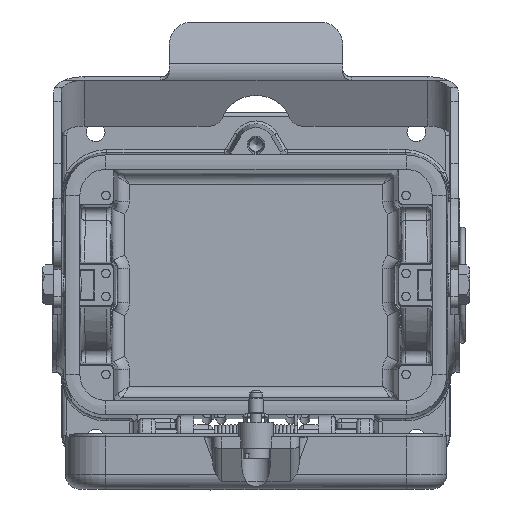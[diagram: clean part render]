
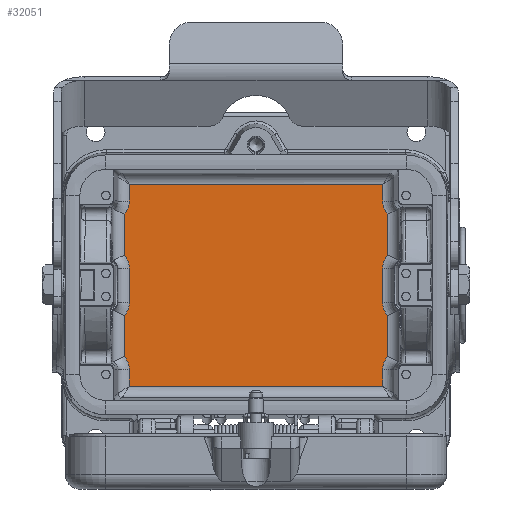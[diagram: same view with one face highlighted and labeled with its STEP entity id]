
A CAD part, top view. The second image highlights one B-rep face of the part: STEP entity #32051.
In plain terms, the highlighted planar face has unit normal (0, 0, 1).
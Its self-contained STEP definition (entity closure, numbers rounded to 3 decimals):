
#31876=CARTESIAN_POINT('',(0.0,0.0,-81.9));
#31877=DIRECTION('',(0.0,0.0,1.0));
#31878=DIRECTION('',(1.0,0.0,0.0));
#31879=AXIS2_PLACEMENT_3D('',#31876,#31877,#31878);
#31880=PLANE('',#31879);
#31881=CARTESIAN_POINT('',(45.565,-10.421,-81.9));
#31882=VERTEX_POINT('',#31881);
#31883=CARTESIAN_POINT('',(43.865,-5.9,-81.9));
#31884=VERTEX_POINT('',#31883);
#31885=CARTESIAN_POINT('',(50.725,-5.9,-81.9));
#31886=DIRECTION('',(0.0,0.0,-1.0));
#31887=DIRECTION('',(-1.0,0.0,0.0));
#31888=AXIS2_PLACEMENT_3D('',#31885,#31886,#31887);
#31889=CIRCLE('',#31888,6.86);
#31890=EDGE_CURVE('',#31882,#31884,#31889,.T.);
#31891=ORIENTED_EDGE('',*,*,#31890,.T.);
#31892=CARTESIAN_POINT('',(43.865,5.9,-81.9));
#31893=VERTEX_POINT('',#31892);
#31894=CARTESIAN_POINT('',(43.865,-5.9,-81.9));
#31895=DIRECTION('',(0.0,1.0,0.0));
#31896=VECTOR('',#31895,11.8);
#31897=LINE('',#31894,#31896);
#31898=EDGE_CURVE('',#31884,#31893,#31897,.T.);
#31899=ORIENTED_EDGE('',*,*,#31898,.T.);
#31900=CARTESIAN_POINT('',(45.565,10.421,-81.9));
#31901=VERTEX_POINT('',#31900);
#31902=CARTESIAN_POINT('',(50.725,5.9,-81.9));
#31903=DIRECTION('',(0.0,0.0,-1.0));
#31904=DIRECTION('',(-1.0,0.0,0.0));
#31905=AXIS2_PLACEMENT_3D('',#31902,#31903,#31904);
#31906=CIRCLE('',#31905,6.86);
#31907=EDGE_CURVE('',#31893,#31901,#31906,.T.);
#31908=ORIENTED_EDGE('',*,*,#31907,.T.);
#31909=CARTESIAN_POINT('',(45.565,24.679,-81.9));
#31910=VERTEX_POINT('',#31909);
#31911=CARTESIAN_POINT('',(45.565,10.421,-81.9));
#31912=DIRECTION('',(0.0,1.0,0.0));
#31913=VECTOR('',#31912,14.258);
#31914=LINE('',#31911,#31913);
#31915=EDGE_CURVE('',#31901,#31910,#31914,.T.);
#31916=ORIENTED_EDGE('',*,*,#31915,.T.);
#31917=CARTESIAN_POINT('',(43.865,29.2,-81.9));
#31918=VERTEX_POINT('',#31917);
#31919=CARTESIAN_POINT('',(50.725,29.2,-81.9));
#31920=DIRECTION('',(0.0,0.0,-1.0));
#31921=DIRECTION('',(-1.0,0.0,0.0));
#31922=AXIS2_PLACEMENT_3D('',#31919,#31920,#31921);
#31923=CIRCLE('',#31922,6.86);
#31924=EDGE_CURVE('',#31910,#31918,#31923,.T.);
#31925=ORIENTED_EDGE('',*,*,#31924,.T.);
#31926=CARTESIAN_POINT('',(43.865,34.94,-81.9));
#31927=VERTEX_POINT('',#31926);
#31928=CARTESIAN_POINT('',(43.865,29.2,-81.9));
#31929=DIRECTION('',(0.0,1.0,0.0));
#31930=VECTOR('',#31929,5.74);
#31931=LINE('',#31928,#31930);
#31932=EDGE_CURVE('',#31918,#31927,#31931,.T.);
#31933=ORIENTED_EDGE('',*,*,#31932,.T.);
#31934=CARTESIAN_POINT('',(-43.865,34.94,-81.9));
#31935=VERTEX_POINT('',#31934);
#31936=CARTESIAN_POINT('',(43.865,34.94,-81.9));
#31937=DIRECTION('',(-1.0,0.0,0.0));
#31938=VECTOR('',#31937,87.729);
#31939=LINE('',#31936,#31938);
#31940=EDGE_CURVE('',#31927,#31935,#31939,.T.);
#31941=ORIENTED_EDGE('',*,*,#31940,.T.);
#31942=CARTESIAN_POINT('',(-43.865,29.2,-81.9));
#31943=VERTEX_POINT('',#31942);
#31944=CARTESIAN_POINT('',(-43.865,34.94,-81.9));
#31945=DIRECTION('',(0.0,-1.0,0.0));
#31946=VECTOR('',#31945,5.74);
#31947=LINE('',#31944,#31946);
#31948=EDGE_CURVE('',#31935,#31943,#31947,.T.);
#31949=ORIENTED_EDGE('',*,*,#31948,.T.);
#31950=CARTESIAN_POINT('',(-45.565,24.679,-81.9));
#31951=VERTEX_POINT('',#31950);
#31952=CARTESIAN_POINT('',(-50.725,29.2,-81.9));
#31953=DIRECTION('',(0.0,0.0,-1.0));
#31954=DIRECTION('',(-1.0,0.0,0.0));
#31955=AXIS2_PLACEMENT_3D('',#31952,#31953,#31954);
#31956=CIRCLE('',#31955,6.86);
#31957=EDGE_CURVE('',#31943,#31951,#31956,.T.);
#31958=ORIENTED_EDGE('',*,*,#31957,.T.);
#31959=CARTESIAN_POINT('',(-45.565,10.421,-81.9));
#31960=VERTEX_POINT('',#31959);
#31961=CARTESIAN_POINT('',(-45.565,24.679,-81.9));
#31962=DIRECTION('',(0.0,-1.0,0.0));
#31963=VECTOR('',#31962,14.258);
#31964=LINE('',#31961,#31963);
#31965=EDGE_CURVE('',#31951,#31960,#31964,.T.);
#31966=ORIENTED_EDGE('',*,*,#31965,.T.);
#31967=CARTESIAN_POINT('',(-43.865,5.9,-81.9));
#31968=VERTEX_POINT('',#31967);
#31969=CARTESIAN_POINT('',(-50.725,5.9,-81.9));
#31970=DIRECTION('',(0.0,0.0,-1.0));
#31971=DIRECTION('',(-1.0,0.0,0.0));
#31972=AXIS2_PLACEMENT_3D('',#31969,#31970,#31971);
#31973=CIRCLE('',#31972,6.86);
#31974=EDGE_CURVE('',#31960,#31968,#31973,.T.);
#31975=ORIENTED_EDGE('',*,*,#31974,.T.);
#31976=CARTESIAN_POINT('',(-43.865,-5.9,-81.9));
#31977=VERTEX_POINT('',#31976);
#31978=CARTESIAN_POINT('',(-43.865,5.9,-81.9));
#31979=DIRECTION('',(0.0,-1.0,0.0));
#31980=VECTOR('',#31979,11.8);
#31981=LINE('',#31978,#31980);
#31982=EDGE_CURVE('',#31968,#31977,#31981,.T.);
#31983=ORIENTED_EDGE('',*,*,#31982,.T.);
#31984=CARTESIAN_POINT('',(-45.565,-10.421,-81.9));
#31985=VERTEX_POINT('',#31984);
#31986=CARTESIAN_POINT('',(-50.725,-5.9,-81.9));
#31987=DIRECTION('',(0.0,0.0,-1.0));
#31988=DIRECTION('',(-1.0,0.0,0.0));
#31989=AXIS2_PLACEMENT_3D('',#31986,#31987,#31988);
#31990=CIRCLE('',#31989,6.86);
#31991=EDGE_CURVE('',#31977,#31985,#31990,.T.);
#31992=ORIENTED_EDGE('',*,*,#31991,.T.);
#31993=CARTESIAN_POINT('',(-45.565,-24.679,-81.9));
#31994=VERTEX_POINT('',#31993);
#31995=CARTESIAN_POINT('',(-45.565,-10.421,-81.9));
#31996=DIRECTION('',(0.0,-1.0,0.0));
#31997=VECTOR('',#31996,14.258);
#31998=LINE('',#31995,#31997);
#31999=EDGE_CURVE('',#31985,#31994,#31998,.T.);
#32000=ORIENTED_EDGE('',*,*,#31999,.T.);
#32001=CARTESIAN_POINT('',(-43.865,-29.2,-81.9));
#32002=VERTEX_POINT('',#32001);
#32003=CARTESIAN_POINT('',(-50.725,-29.2,-81.9));
#32004=DIRECTION('',(0.0,0.0,-1.0));
#32005=DIRECTION('',(-1.0,0.0,0.0));
#32006=AXIS2_PLACEMENT_3D('',#32003,#32004,#32005);
#32007=CIRCLE('',#32006,6.86);
#32008=EDGE_CURVE('',#31994,#32002,#32007,.T.);
#32009=ORIENTED_EDGE('',*,*,#32008,.T.);
#32010=CARTESIAN_POINT('',(-43.865,-34.94,-81.9));
#32011=VERTEX_POINT('',#32010);
#32012=CARTESIAN_POINT('',(-43.865,-29.2,-81.9));
#32013=DIRECTION('',(0.0,-1.0,0.0));
#32014=VECTOR('',#32013,5.74);
#32015=LINE('',#32012,#32014);
#32016=EDGE_CURVE('',#32002,#32011,#32015,.T.);
#32017=ORIENTED_EDGE('',*,*,#32016,.T.);
#32018=CARTESIAN_POINT('',(43.865,-34.94,-81.9));
#32019=VERTEX_POINT('',#32018);
#32020=CARTESIAN_POINT('',(-43.865,-34.94,-81.9));
#32021=DIRECTION('',(1.0,0.0,0.0));
#32022=VECTOR('',#32021,87.729);
#32023=LINE('',#32020,#32022);
#32024=EDGE_CURVE('',#32011,#32019,#32023,.T.);
#32025=ORIENTED_EDGE('',*,*,#32024,.T.);
#32026=CARTESIAN_POINT('',(43.865,-29.2,-81.9));
#32027=VERTEX_POINT('',#32026);
#32028=CARTESIAN_POINT('',(43.865,-34.94,-81.9));
#32029=DIRECTION('',(0.0,1.0,0.0));
#32030=VECTOR('',#32029,5.74);
#32031=LINE('',#32028,#32030);
#32032=EDGE_CURVE('',#32019,#32027,#32031,.T.);
#32033=ORIENTED_EDGE('',*,*,#32032,.T.);
#32034=CARTESIAN_POINT('',(45.565,-24.679,-81.9));
#32035=VERTEX_POINT('',#32034);
#32036=CARTESIAN_POINT('',(50.725,-29.2,-81.9));
#32037=DIRECTION('',(0.0,0.0,-1.0));
#32038=DIRECTION('',(-1.0,0.0,0.0));
#32039=AXIS2_PLACEMENT_3D('',#32036,#32037,#32038);
#32040=CIRCLE('',#32039,6.86);
#32041=EDGE_CURVE('',#32027,#32035,#32040,.T.);
#32042=ORIENTED_EDGE('',*,*,#32041,.T.);
#32043=CARTESIAN_POINT('',(45.565,-24.679,-81.9));
#32044=DIRECTION('',(0.0,1.0,0.0));
#32045=VECTOR('',#32044,14.258);
#32046=LINE('',#32043,#32045);
#32047=EDGE_CURVE('',#32035,#31882,#32046,.T.);
#32048=ORIENTED_EDGE('',*,*,#32047,.T.);
#32049=EDGE_LOOP('',(#31891,#31899,#31908,#31916,#31925,#31933,#31941,#31949,#31958,#31966,#31975,#31983,#31992,#32000,#32009,#32017,#32025,#32033,#32042,#32048));
#32050=FACE_OUTER_BOUND('',#32049,.T.);
#32051=ADVANCED_FACE('',(#32050),#31880,.T.);
